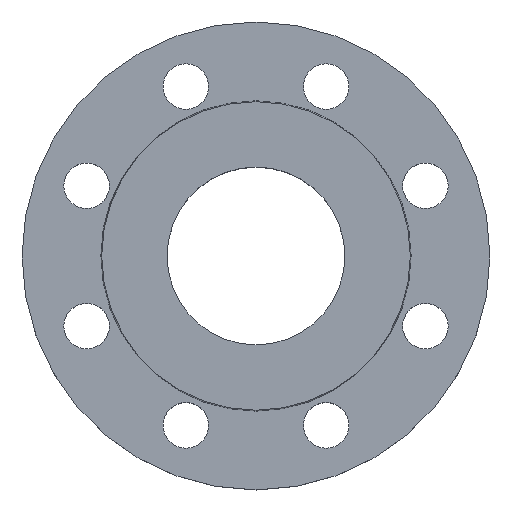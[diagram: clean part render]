
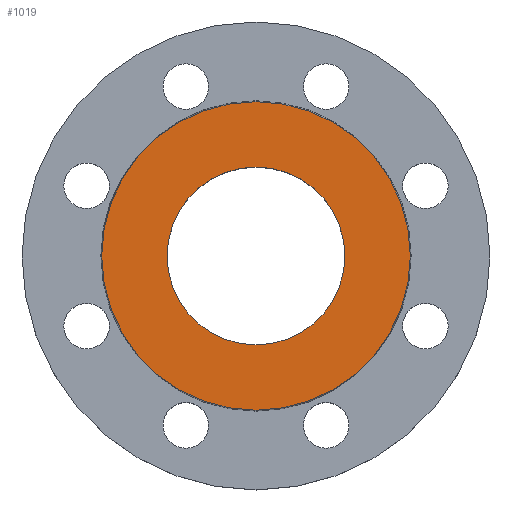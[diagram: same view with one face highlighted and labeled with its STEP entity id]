
A CAD part, top view. The second image highlights one B-rep face of the part: STEP entity #1019.
In plain terms, the highlighted planar face has unit normal (0, 0, 1).
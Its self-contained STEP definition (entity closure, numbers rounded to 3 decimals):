
#30 = CIRCLE ( 'NONE', #630, 61. ) ;
#91 = CARTESIAN_POINT ( 'NONE',  ( 35.15, 0., 0. ) ) ;
#96 = DIRECTION ( 'NONE',  ( -1., 0., 0. ) ) ;
#98 = DIRECTION ( 'NONE',  ( 0., 0., -1. ) ) ;
#99 = CARTESIAN_POINT ( 'NONE',  ( 0., 0., 0. ) ) ;
#116 = DIRECTION ( 'NONE',  ( 1., 0., 0. ) ) ;
#119 = DIRECTION ( 'NONE',  ( 0., 0., 1. ) ) ;
#121 = CARTESIAN_POINT ( 'NONE',  ( 0., 0., 0. ) ) ;
#123 = PLANE ( 'NONE',  #689 ) ;
#124 = FACE_OUTER_BOUND ( 'NONE', #959, .T. ) ;
#125 = FACE_BOUND ( 'NONE', #944, .T. ) ;
#126 = DIRECTION ( 'NONE',  ( -1., 0., 0. ) ) ;
#127 = DIRECTION ( 'NONE',  ( 0., 0., -1. ) ) ;
#128 = CARTESIAN_POINT ( 'NONE',  ( 0., 0., 0. ) ) ;
#138 = CARTESIAN_POINT ( 'NONE',  ( -35.15, 0., 0. ) ) ;
#155 = CARTESIAN_POINT ( 'NONE',  ( 61., 0., 0. ) ) ;
#322 = CIRCLE ( 'NONE', #325, 35.15 ) ;
#325 = AXIS2_PLACEMENT_3D ( 'NONE', #500, #499, #498 ) ;
#365 = CIRCLE ( 'NONE', #547, 35.15 ) ;
#366 = CARTESIAN_POINT ( 'NONE',  ( -61., 0., 0. ) ) ;
#476 = EDGE_CURVE ( 'NONE', #696, #963, #30, .T. ) ;
#498 = DIRECTION ( 'NONE',  ( -1., 0., 0. ) ) ;
#499 = DIRECTION ( 'NONE',  ( 0., 0., -1. ) ) ;
#500 = CARTESIAN_POINT ( 'NONE',  ( 0., 0., 0. ) ) ;
#547 = AXIS2_PLACEMENT_3D ( 'NONE', #99, #98, #96 ) ;
#626 = EDGE_CURVE ( 'NONE', #998, #1106, #322, .T. ) ;
#630 = AXIS2_PLACEMENT_3D ( 'NONE', #911, #913, #909 ) ;
#689 = AXIS2_PLACEMENT_3D ( 'NONE', #121, #119, #116 ) ;
#690 = AXIS2_PLACEMENT_3D ( 'NONE', #128, #127, #126 ) ;
#691 = CIRCLE ( 'NONE', #690, 61. ) ;
#696 = VERTEX_POINT ( 'NONE', #366 ) ;
#709 = ORIENTED_EDGE ( 'NONE', *, *, #626, .T. ) ;
#711 = ORIENTED_EDGE ( 'NONE', *, *, #1069, .T. ) ;
#712 = ORIENTED_EDGE ( 'NONE', *, *, #476, .F. ) ;
#713 = ORIENTED_EDGE ( 'NONE', *, *, #1005, .F. ) ;
#909 = DIRECTION ( 'NONE',  ( -1., 0., 0. ) ) ;
#911 = CARTESIAN_POINT ( 'NONE',  ( 0., 0., 0. ) ) ;
#913 = DIRECTION ( 'NONE',  ( 0., 0., -1. ) ) ;
#944 = EDGE_LOOP ( 'NONE', ( #709, #711 ) ) ;
#959 = EDGE_LOOP ( 'NONE', ( #712, #713 ) ) ;
#963 = VERTEX_POINT ( 'NONE', #155 ) ;
#998 = VERTEX_POINT ( 'NONE', #138 ) ;
#1005 = EDGE_CURVE ( 'NONE', #963, #696, #691, .T. ) ;
#1019 = ADVANCED_FACE ( 'NONE', ( #125, #124 ), #123, .T. ) ;
#1069 = EDGE_CURVE ( 'NONE', #1106, #998, #365, .T. ) ;
#1106 = VERTEX_POINT ( 'NONE', #91 ) ;
